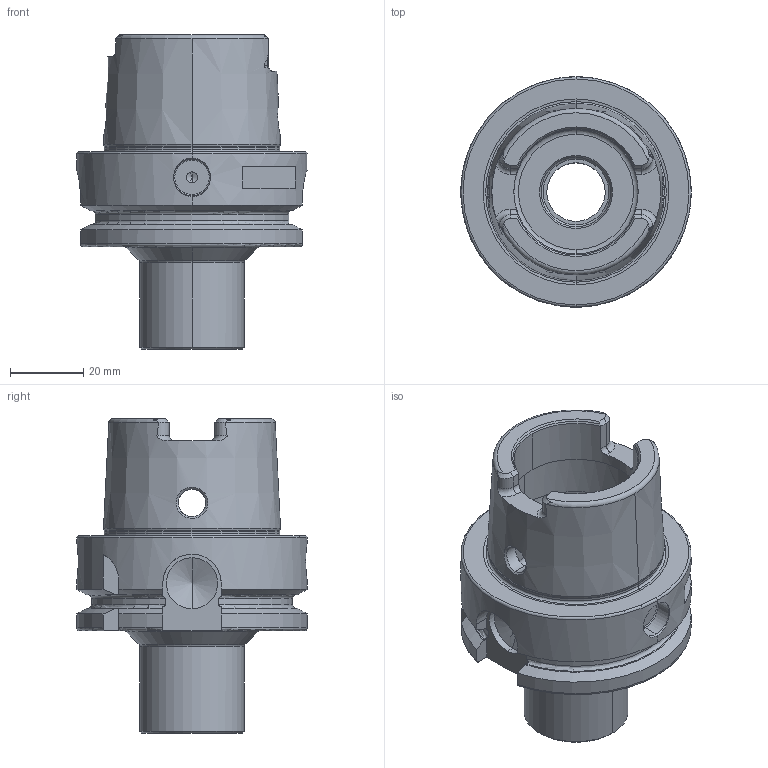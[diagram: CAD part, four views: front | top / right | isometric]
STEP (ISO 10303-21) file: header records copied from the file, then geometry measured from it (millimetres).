
FILE_DESCRIPTION(/* description */ (''),/* implementation_level */ '2;1');
FILE_NAME(/* name */ 'SC32M16S28-HSK63A.stp',/* time_stamp */ '2019-09-27T12:12:15+09:00',/* author */ (''),/* organization */ (''),/* preprocessor_version */ 'ST-DEVELOPER v16',/* originating_system */ 'SIEMENS PLM Software NX 10.0',/* authorisation */ '');
FILE_SCHEMA (('AUTOMOTIVE_DESIGN { 1 0 10303 214 3 1 1 1 }'));
Length unit declared in the file: millimetre
Products named in the file (1): SC32M16S28-HSK63A_ASM
Bounding box: 63 x 63 x 86 mm (x, y, z)
Volume: 92002.4 mm3; surface area: 25998.5 mm2
Topology: 1 solids, 1 shells, 186 faces, 501 edges, 319 vertices
Faces by surface type: cylinder 53, plane 52, cone 44, torus 33, bspline 4
Entity records: 7824 total; most frequent: CARTESIAN_POINT 3084, DIRECTION 1008, ORIENTED_EDGE 990, EDGE_CURVE 495, AXIS2_PLACEMENT_3D 422, VERTEX_POINT 319, CIRCLE 228, EDGE_LOOP 200
